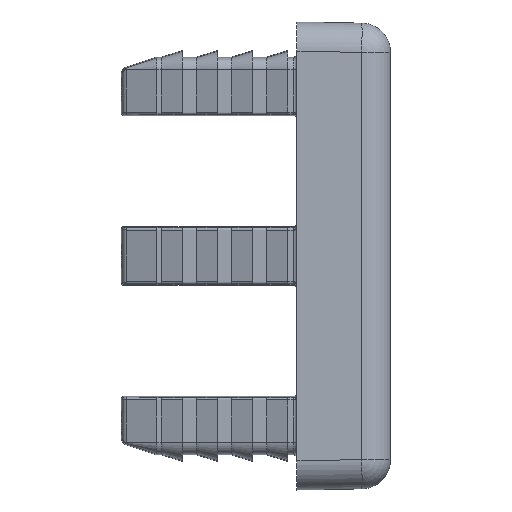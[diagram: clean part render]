
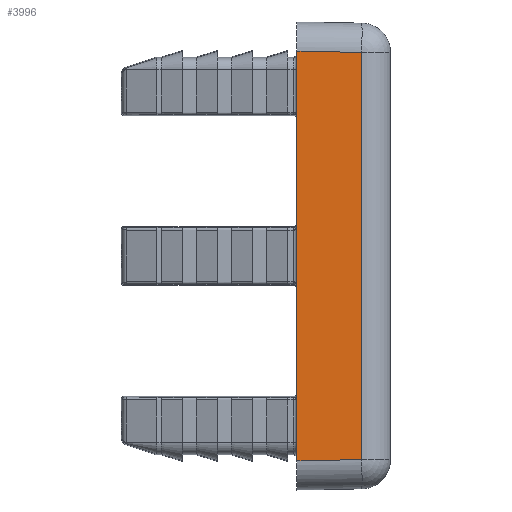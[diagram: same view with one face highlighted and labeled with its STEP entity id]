
A CAD part, front view. The second image highlights one B-rep face of the part: STEP entity #3996.
In plain terms, the highlighted planar face has unit normal (0.018, -1, 0).
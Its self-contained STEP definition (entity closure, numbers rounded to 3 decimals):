
#708 = VERTEX_POINT ( 'NONE', #9777 ) ;
#891 = VERTEX_POINT ( 'NONE', #1212 ) ;
#1212 = CARTESIAN_POINT ( 'NONE',  ( 0., -8., 17.5 ) ) ;
#1358 = FACE_OUTER_BOUND ( 'NONE', #6615, .T. ) ;
#1462 = ORIENTED_EDGE ( 'NONE', *, *, #7954, .F. ) ;
#2348 = CARTESIAN_POINT ( 'NONE',  ( 0., -8., 20. ) ) ;
#3430 = CARTESIAN_POINT ( 'NONE',  ( 0., -8., 20. ) ) ;
#3540 = VERTEX_POINT ( 'NONE', #11579 ) ;
#3996 = ADVANCED_FACE ( 'NONE', ( #1358 ), #4429, .T. ) ;
#4429 = PLANE ( 'NONE',  #12588 ) ;
#5274 = LINE ( 'NONE', #2348, #7132 ) ;
#5496 = LINE ( 'NONE', #8641, #10078 ) ;
#6615 = EDGE_LOOP ( 'NONE', ( #11173, #10101, #12867, #1462 ) ) ;
#7132 = VECTOR ( 'NONE', #7290, 1000. ) ;
#7290 = DIRECTION ( 'NONE',  ( 0., 0., 1. ) ) ;
#7508 = DIRECTION ( 'NONE',  ( 0.017, -1., 0. ) ) ;
#7520 = CARTESIAN_POINT ( 'NONE',  ( 0.654, -7.989, 17.489 ) ) ;
#7638 = DIRECTION ( 'NONE',  ( 0., 0., -1. ) ) ;
#7954 = EDGE_CURVE ( 'NONE', #10720, #708, #8543, .T. ) ;
#8543 = LINE ( 'NONE', #12738, #12620 ) ;
#8613 = DIRECTION ( 'NONE',  ( -1., -0.017, -0.017 ) ) ;
#8641 = CARTESIAN_POINT ( 'NONE',  ( 5.544, -7.903, 20. ) ) ;
#8825 = EDGE_CURVE ( 'NONE', #3540, #891, #9448, .T. ) ;
#9448 = LINE ( 'NONE', #7520, #11999 ) ;
#9777 = CARTESIAN_POINT ( 'NONE',  ( 0., -8., -17.5 ) ) ;
#10078 = VECTOR ( 'NONE', #7638, 1000. ) ;
#10101 = ORIENTED_EDGE ( 'NONE', *, *, #8825, .T. ) ;
#10470 = EDGE_CURVE ( 'NONE', #708, #891, #5274, .T. ) ;
#10720 = VERTEX_POINT ( 'NONE', #11075 ) ;
#11075 = CARTESIAN_POINT ( 'NONE',  ( 5.544, -7.903, -17.404 ) ) ;
#11173 = ORIENTED_EDGE ( 'NONE', *, *, #13056, .F. ) ;
#11564 = DIRECTION ( 'NONE',  ( -1., -0.017, 0. ) ) ;
#11574 = DIRECTION ( 'NONE',  ( -1., -0.017, 0.017 ) ) ;
#11579 = CARTESIAN_POINT ( 'NONE',  ( 5.544, -7.903, 17.404 ) ) ;
#11999 = VECTOR ( 'NONE', #11574, 1000. ) ;
#12588 = AXIS2_PLACEMENT_3D ( 'NONE', #3430, #7508, #11564 ) ;
#12620 = VECTOR ( 'NONE', #8613, 1000. ) ;
#12738 = CARTESIAN_POINT ( 'NONE',  ( 0.654, -7.989, -17.489 ) ) ;
#12867 = ORIENTED_EDGE ( 'NONE', *, *, #10470, .F. ) ;
#13056 = EDGE_CURVE ( 'NONE', #3540, #10720, #5496, .T. ) ;
